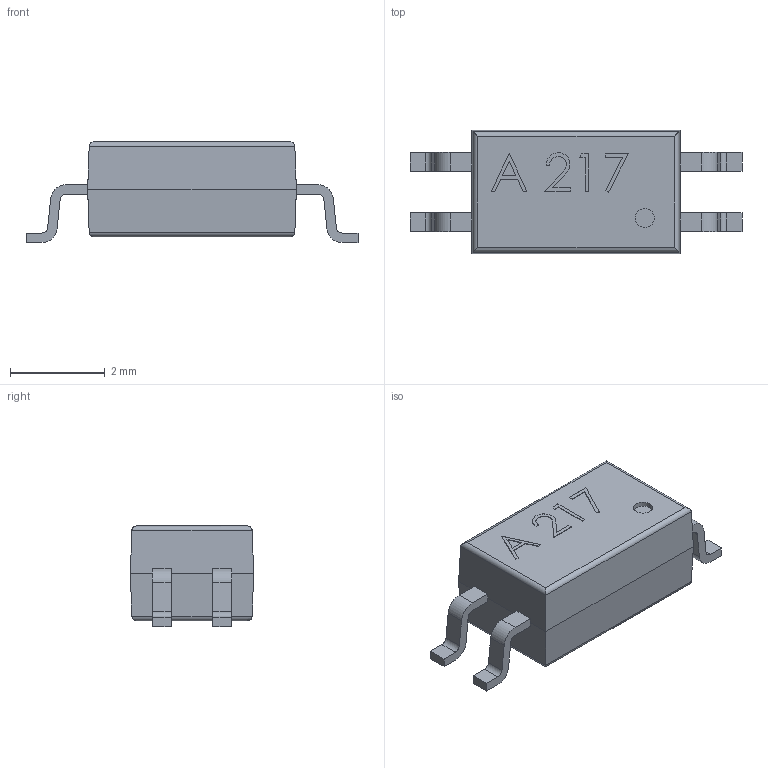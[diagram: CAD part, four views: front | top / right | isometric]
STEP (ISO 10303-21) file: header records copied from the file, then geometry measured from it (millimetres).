
FILE_DESCRIPTION (( 'STEP AP214' ), '1' );
FILE_NAME ('User Library-ACPL-217-56DE.STEP', '2019-12-29T02:16:16', ( '' ), ( '' ), 'SwSTEP 2.0', 'SolidWorks 2019', '' );
FILE_SCHEMA (( 'AUTOMOTIVE_DESIGN' ));
Length unit declared in the file: millimetre
Products named in the file (1): User Library-ACPL-217-56DE
Bounding box: 7 x 2.6 x 2.13 mm (x, y, z)
Volume: 23 mm3; surface area: 58.7 mm2
Topology: 1 solids, 1 shells, 113 faces, 303 edges, 198 vertices
Faces by surface type: plane 81, cylinder 26, bspline 6
Entity records: 4909 total; most frequent: CARTESIAN_POINT 1045, ORIENTED_EDGE 606, DIRECTION 535, EDGE_CURVE 303, LINE 247, VECTOR 247, VERTEX_POINT 198, AXIS2_PLACEMENT_3D 144
